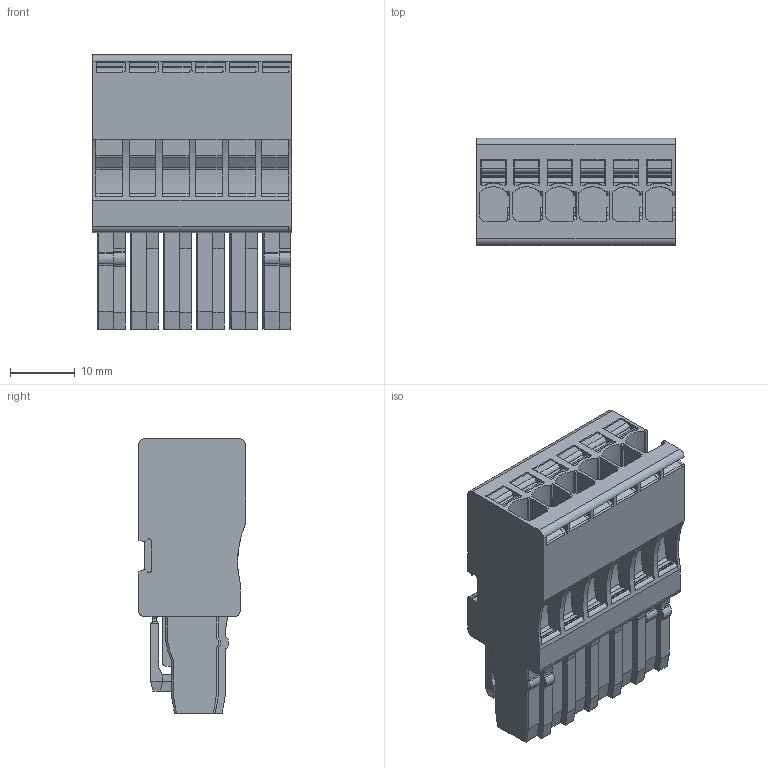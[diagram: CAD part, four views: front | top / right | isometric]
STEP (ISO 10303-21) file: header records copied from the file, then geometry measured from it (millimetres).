
FILE_DESCRIPTION(('CATIA V5R24 STEP','CAx-IF Rec.Pracs.--- Model Styling and Organization---1.2---2011-12-15'),'2;1');
FILE_NAME ('8655153_2', '2017-07-04T06:53:56+00:00', ('Weidmueller Interface'), ('Weidmueller'), 'CATIA Version 5-6 Release 2014 SP4 HF52', 'CATIA V5 STEP AP214', 'none');
FILE_SCHEMA(('AUTOMOTIVE_DESIGN { 1 0 10303 214 1 1 1 1 }'));
Products named in the file (1): 1513690000_APG_2-5_6
Bounding box: 30.6 x 16.5 x 42.25 mm (x, y, z)
Volume: 14552.1 mm3; surface area: 8836.4 mm2
Topology: 7 solids, 14 shells, 1563 faces, 4461 edges, 2938 vertices
Faces by surface type: plane 888, cylinder 585, extrusion 78, cone 12
Entity records: 52066 total; most frequent: CARTESIAN_POINT 10919, ORIENTED_EDGE 8922, DIRECTION 6907, EDGE_CURVE 4461, VECTOR 3280, LINE 3202, VERTEX_POINT 2938, AXIS2_PLACEMENT_3D 2313
